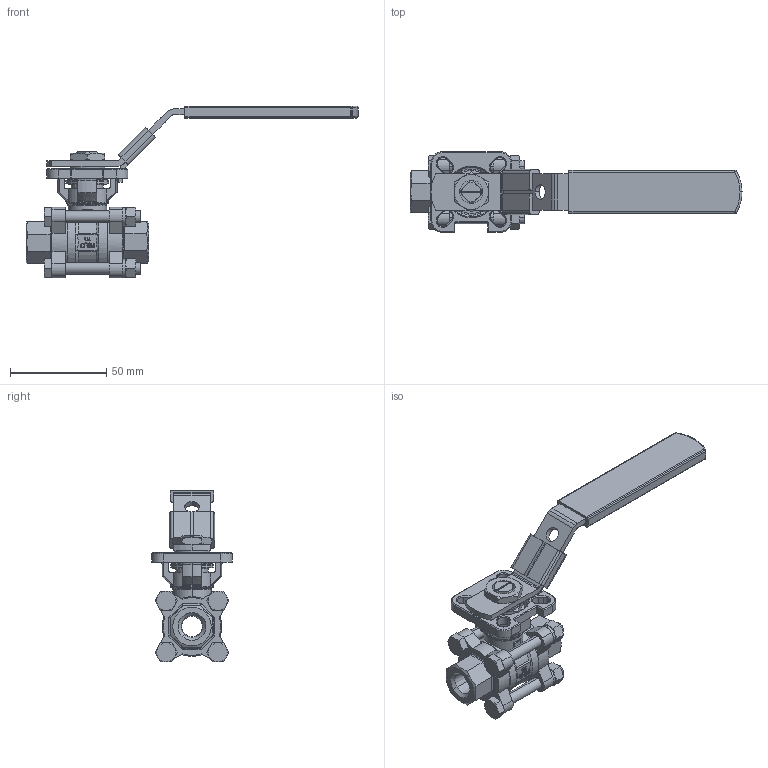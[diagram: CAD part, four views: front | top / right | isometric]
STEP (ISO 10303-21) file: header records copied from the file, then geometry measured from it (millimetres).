
FILE_DESCRIPTION(('STEP AP214'),'1');
FILE_NAME(' 1-4.stp','2023-12-06T03:14:33',(' '),(' '),'Spatial InterOp 3D',' ',' ');
FILE_SCHEMA(('AUTOMOTIVE_DESIGN { 1 0 10303 214 1 1 1 1 }'));
Length unit declared in the file: millimetre
Products named in the file (1): 手柄
Bounding box: 172.7 x 42 x 89.44 mm (x, y, z)
Volume: 69430.5 mm3; surface area: 53949 mm2
Topology: 31 solids, 31 shells, 1031 faces, 2621 edges, 1658 vertices
Faces by surface type: plane 523, cylinder 270, cone 196, torus 36, sphere 6
Entity records: 41062 total; most frequent: CARTESIAN_POINT 7874, DIRECTION 5262, ORIENTED_EDGE 5230, EDGE_CURVE 2615, AXIS2_PLACEMENT_3D 1890, VERTEX_POINT 1658, LINE 1482, VECTOR 1482
